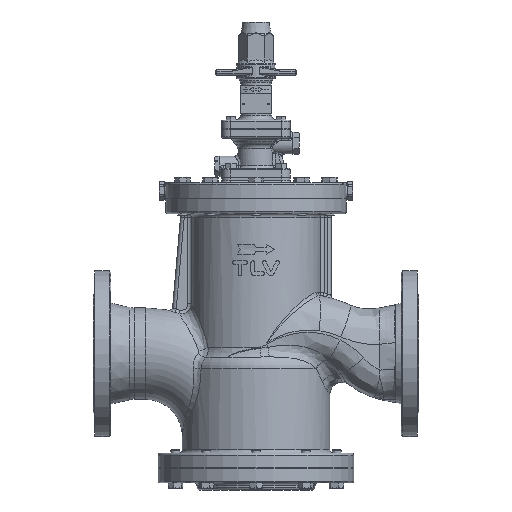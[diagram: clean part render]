
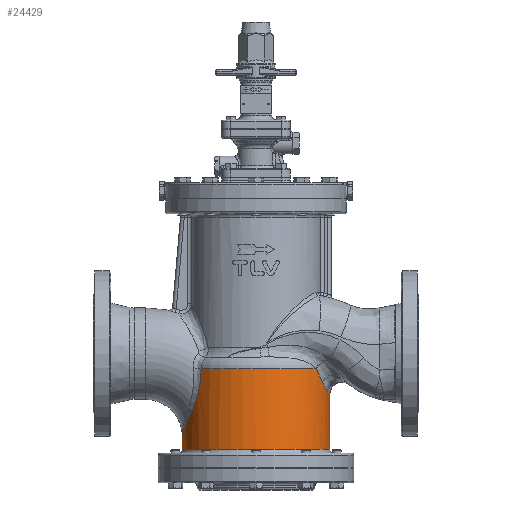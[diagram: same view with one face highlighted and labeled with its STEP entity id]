
A CAD part, front view. The second image highlights one B-rep face of the part: STEP entity #24429.
In plain terms, the highlighted cylindrical face has radius 100 mm (diameter 200 mm), a full revolution.
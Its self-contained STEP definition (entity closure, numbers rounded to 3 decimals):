
#2845=LINE('',#47406,#4044);
#4044=VECTOR('',#33434,100.);
#5389=CIRCLE('',#27077,100.);
#5390=CIRCLE('',#27078,100.);
#5391=CIRCLE('',#27079,100.);
#5879=CYLINDRICAL_SURFACE('',#27076,100.);
#8551=FACE_OUTER_BOUND('',#10082,.T.);
#10082=EDGE_LOOP('',(#22524,#22525,#22526,#22527,#22528,#22529,#22530,#22531,
#22532,#22533,#22534,#22535));
#10514=B_SPLINE_CURVE_WITH_KNOTS('',3,(#46892,#46893,#46894,#46895),
 .UNSPECIFIED.,.F.,.F.,(4,4),(-2.761,0.),.UNSPECIFIED.);
#10516=B_SPLINE_CURVE_WITH_KNOTS('',3,(#46937,#46938,#46939,#46940,#46941),
 .UNSPECIFIED.,.F.,.F.,(4,1,4),(-2.512,-1.077,0.),
 .UNSPECIFIED.);
#10517=B_SPLINE_CURVE_WITH_KNOTS('',3,(#46987,#46988,#46989,#46990,#46991,
#46992),.UNSPECIFIED.,.F.,.F.,(4,1,1,4),(-5.918,-4.227,
-2.536,0.),.UNSPECIFIED.);
#10519=B_SPLINE_CURVE_WITH_KNOTS('',3,(#47037,#47038,#47039,#47040,#47041),
 .UNSPECIFIED.,.F.,.F.,(4,1,4),(-2.512,-1.077,0.),
 .UNSPECIFIED.);
#10529=B_SPLINE_CURVE_WITH_KNOTS('',3,(#47374,#47375,#47376,#47377),
 .UNSPECIFIED.,.F.,.F.,(4,4),(-2.761,0.),.UNSPECIFIED.);
#10531=B_SPLINE_CURVE_WITH_KNOTS('',3,(#47386,#47387,#47388,#47389,#47390,
#47391,#47392,#47393,#47394,#47395,#47396,#47397,#47398,#47399,#47400,#47401,
#47402,#47403,#47404),.UNSPECIFIED.,.F.,.F.,(4,2,1,1,1,1,1,1,1,1,1,1,1,
1,1,4),(-13.231,-13.225,-12.564,-11.903,
-11.241,-10.58,-9.919,-9.258,
-8.596,-7.935,-6.613,-5.29,
-3.968,-2.645,-1.323,0.),
 .UNSPECIFIED.);
#10532=B_SPLINE_CURVE_WITH_KNOTS('',3,(#47409,#47410,#47411,#47412,#47413,
#47414,#47415,#47416,#47417,#47418,#47419,#47420,#47421,#47422,#47423),
 .UNSPECIFIED.,.F.,.F.,(4,1,1,1,1,1,1,1,1,1,2,4),(-13.225,-11.903,
-10.58,-9.258,-7.935,-6.613,
-5.29,-3.968,-2.645,-1.323,
0.,0.006),.UNSPECIFIED.);
#12568=VERTEX_POINT('',#46852);
#12569=VERTEX_POINT('',#46890);
#12570=VERTEX_POINT('',#46935);
#12572=VERTEX_POINT('',#46985);
#12574=VERTEX_POINT('',#47035);
#12582=VERTEX_POINT('',#47335);
#12584=VERTEX_POINT('',#47383);
#12585=VERTEX_POINT('',#47385);
#12586=VERTEX_POINT('',#47405);
#12587=VERTEX_POINT('',#47408);
#15937=EDGE_CURVE('',#12569,#12568,#10514,.T.);
#15940=EDGE_CURVE('',#12570,#12569,#10516,.T.);
#15942=EDGE_CURVE('',#12572,#12570,#10517,.T.);
#15945=EDGE_CURVE('',#12574,#12572,#10519,.T.);
#15959=EDGE_CURVE('',#12582,#12574,#10529,.T.);
#15961=EDGE_CURVE('',#12584,#12582,#5389,.T.);
#15962=EDGE_CURVE('',#12585,#12584,#10531,.T.);
#15963=EDGE_CURVE('',#12585,#12586,#2845,.T.);
#15964=EDGE_CURVE('',#12586,#12586,#5390,.T.);
#15965=EDGE_CURVE('',#12587,#12585,#10532,.T.);
#15966=EDGE_CURVE('',#12568,#12587,#5391,.T.);
#22524=ORIENTED_EDGE('',*,*,#15937,.F.);
#22525=ORIENTED_EDGE('',*,*,#15940,.F.);
#22526=ORIENTED_EDGE('',*,*,#15942,.F.);
#22527=ORIENTED_EDGE('',*,*,#15945,.F.);
#22528=ORIENTED_EDGE('',*,*,#15959,.F.);
#22529=ORIENTED_EDGE('',*,*,#15961,.F.);
#22530=ORIENTED_EDGE('',*,*,#15962,.F.);
#22531=ORIENTED_EDGE('',*,*,#15963,.T.);
#22532=ORIENTED_EDGE('',*,*,#15964,.F.);
#22533=ORIENTED_EDGE('',*,*,#15963,.F.);
#22534=ORIENTED_EDGE('',*,*,#15965,.F.);
#22535=ORIENTED_EDGE('',*,*,#15966,.F.);
#24429=ADVANCED_FACE('',(#8551),#5879,.T.);
#27076=AXIS2_PLACEMENT_3D('',#47382,#33430,#33431);
#27077=AXIS2_PLACEMENT_3D('',#47384,#33432,#33433);
#27078=AXIS2_PLACEMENT_3D('',#47407,#33435,#33436);
#27079=AXIS2_PLACEMENT_3D('',#47424,#33437,#33438);
#33430=DIRECTION('center_axis',(0.,0.,1.));
#33431=DIRECTION('ref_axis',(1.,0.,0.));
#33432=DIRECTION('center_axis',(0.,0.,1.));
#33433=DIRECTION('ref_axis',(1.,0.,0.));
#33434=DIRECTION('',(0.,0.,-1.));
#33435=DIRECTION('center_axis',(0.,0.,-1.));
#33436=DIRECTION('ref_axis',(1.,0.,0.));
#33437=DIRECTION('center_axis',(0.,0.,1.));
#33438=DIRECTION('ref_axis',(1.,0.,0.));
#46852=CARTESIAN_POINT('',(81.704,57.658,-20.333));
#46890=CARTESIAN_POINT('',(90.53,42.476,-38.933));
#46892=CARTESIAN_POINT('Ctrl Pts',(90.53,42.476,-38.933));
#46893=CARTESIAN_POINT('Ctrl Pts',(88.112,47.632,-32.526));
#46894=CARTESIAN_POINT('Ctrl Pts',(85.148,52.778,-26.389));
#46895=CARTESIAN_POINT('Ctrl Pts',(81.704,57.658,-20.333));
#46935=CARTESIAN_POINT('',(96.812,25.05,-51.264));
#46937=CARTESIAN_POINT('Ctrl Pts',(96.812,25.05,-51.264));
#46938=CARTESIAN_POINT('Ctrl Pts',(95.802,28.951,-50.242));
#46939=CARTESIAN_POINT('Ctrl Pts',(93.707,35.31,-46.747));
#46940=CARTESIAN_POINT('Ctrl Pts',(91.474,40.466,-41.431));
#46941=CARTESIAN_POINT('Ctrl Pts',(90.53,42.476,-38.933));
#46985=CARTESIAN_POINT('',(96.812,-25.05,-51.264));
#46987=CARTESIAN_POINT('Ctrl Pts',(96.812,-25.05,-51.264));
#46988=CARTESIAN_POINT('Ctrl Pts',(98.001,-20.455,-52.469));
#46989=CARTESIAN_POINT('Ctrl Pts',(99.752,-10.959,-54.141));
#46990=CARTESIAN_POINT('Ctrl Pts',(100.382,6.101,-54.709));
#46991=CARTESIAN_POINT('Ctrl Pts',(98.595,18.157,-53.071));
#46992=CARTESIAN_POINT('Ctrl Pts',(96.812,25.05,-51.264));
#47035=CARTESIAN_POINT('',(90.53,-42.476,-38.933));
#47037=CARTESIAN_POINT('Ctrl Pts',(90.53,-42.476,-38.933));
#47038=CARTESIAN_POINT('Ctrl Pts',(91.788,-39.796,-42.264));
#47039=CARTESIAN_POINT('Ctrl Pts',(94.038,-34.467,-47.422));
#47040=CARTESIAN_POINT('Ctrl Pts',(96.055,-27.976,-50.497));
#47041=CARTESIAN_POINT('Ctrl Pts',(96.812,-25.05,-51.264));
#47335=CARTESIAN_POINT('',(81.704,-57.658,-20.333));
#47374=CARTESIAN_POINT('Ctrl Pts',(81.704,-57.658,-20.333));
#47375=CARTESIAN_POINT('Ctrl Pts',(85.148,-52.778,-26.389));
#47376=CARTESIAN_POINT('Ctrl Pts',(88.112,-47.632,-32.526));
#47377=CARTESIAN_POINT('Ctrl Pts',(90.53,-42.476,-38.933));
#47382=CARTESIAN_POINT('Origin',(0.,0.,-78.));
#47383=CARTESIAN_POINT('',(-74.536,-66.666,-20.333));
#47384=CARTESIAN_POINT('Origin',(0.,0.,-20.333));
#47385=CARTESIAN_POINT('',(-100.,0.,-112.));
#47386=CARTESIAN_POINT('Ctrl Pts',(-100.,0.,-112.));
#47387=CARTESIAN_POINT('Ctrl Pts',(-100.,-0.015,-111.993));
#47388=CARTESIAN_POINT('Ctrl Pts',(-100.,-0.03,
-111.986));
#47389=CARTESIAN_POINT('Ctrl Pts',(-99.999,-1.842,
-111.166));
#47390=CARTESIAN_POINT('Ctrl Pts',(-99.9,-5.445,
-109.533));
#47391=CARTESIAN_POINT('Ctrl Pts',(-99.46,-10.834,-107.024));
#47392=CARTESIAN_POINT('Ctrl Pts',(-98.734,-16.161,
-104.405));
#47393=CARTESIAN_POINT('Ctrl Pts',(-97.736,-21.378,
-101.635));
#47394=CARTESIAN_POINT('Ctrl Pts',(-96.485,-26.448,-98.672));
#47395=CARTESIAN_POINT('Ctrl Pts',(-95.013,-31.32,
-95.487));
#47396=CARTESIAN_POINT('Ctrl Pts',(-93.342,-35.99,
-92.028));
#47397=CARTESIAN_POINT('Ctrl Pts',(-90.884,-41.927,
-86.994));
#47398=CARTESIAN_POINT('Ctrl Pts',(-87.508,-48.644,
-79.884));
#47399=CARTESIAN_POINT('Ctrl Pts',(-83.411,-55.315,
-70.084));
#47400=CARTESIAN_POINT('Ctrl Pts',(-79.641,-60.561,
-58.835));
#47401=CARTESIAN_POINT('Ctrl Pts',(-76.728,-64.165,
-46.676));
#47402=CARTESIAN_POINT('Ctrl Pts',(-74.895,-66.27,
-33.644));
#47403=CARTESIAN_POINT('Ctrl Pts',(-74.522,-66.682,
-24.741));
#47404=CARTESIAN_POINT('Ctrl Pts',(-74.536,-66.666,
-20.333));
#47405=CARTESIAN_POINT('',(-100.,0.,-130.));
#47406=CARTESIAN_POINT('',(-100.,0.,-78.));
#47407=CARTESIAN_POINT('Origin',(0.,0.,-130.));
#47408=CARTESIAN_POINT('',(-74.536,66.666,-20.333));
#47409=CARTESIAN_POINT('Ctrl Pts',(-74.536,66.666,-20.333));
#47410=CARTESIAN_POINT('Ctrl Pts',(-74.522,66.682,-24.741));
#47411=CARTESIAN_POINT('Ctrl Pts',(-74.895,66.271,-33.645));
#47412=CARTESIAN_POINT('Ctrl Pts',(-76.728,64.164,-46.674));
#47413=CARTESIAN_POINT('Ctrl Pts',(-79.641,60.561,-58.835));
#47414=CARTESIAN_POINT('Ctrl Pts',(-83.411,55.314,-70.084));
#47415=CARTESIAN_POINT('Ctrl Pts',(-87.506,48.648,-79.883));
#47416=CARTESIAN_POINT('Ctrl Pts',(-91.563,40.574,-88.422));
#47417=CARTESIAN_POINT('Ctrl Pts',(-95.114,31.42,-95.624));
#47418=CARTESIAN_POINT('Ctrl Pts',(-97.859,21.465,-101.725));
#47419=CARTESIAN_POINT('Ctrl Pts',(-99.607,10.858,-107.082));
#47420=CARTESIAN_POINT('Ctrl Pts',(-99.998,3.64,-110.351));
#47421=CARTESIAN_POINT('Ctrl Pts',(-100.,0.03,
-111.986));
#47422=CARTESIAN_POINT('Ctrl Pts',(-100.,0.015,-111.993));
#47423=CARTESIAN_POINT('Ctrl Pts',(-100.,0.,-112.));
#47424=CARTESIAN_POINT('Origin',(0.,0.,-20.333));
